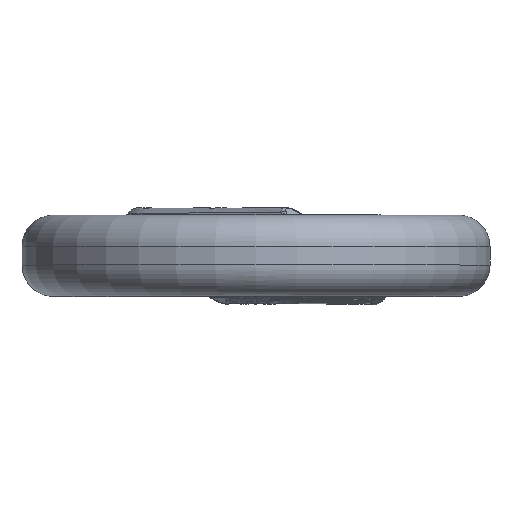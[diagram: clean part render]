
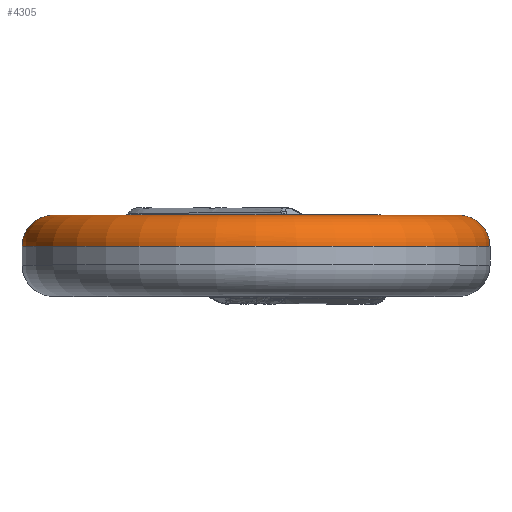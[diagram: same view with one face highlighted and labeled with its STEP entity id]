
A CAD part, top view. The second image highlights one B-rep face of the part: STEP entity #4305.
In plain terms, the highlighted toroidal (fillet/blend) face has major radius 6.5 mm and minor radius 1 mm.
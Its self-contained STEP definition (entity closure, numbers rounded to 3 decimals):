
#28=TOROIDAL_SURFACE('',#4473,6.5,1.);
#40=CIRCLE('',#4474,7.5);
#41=CIRCLE('',#4475,6.5);
#811=ORIENTED_EDGE('',*,*,#1668,.F.);
#812=ORIENTED_EDGE('',*,*,#1669,.F.);
#813=ORIENTED_EDGE('',*,*,#1670,.T.);
#814=ORIENTED_EDGE('',*,*,#1671,.T.);
#815=ORIENTED_EDGE('',*,*,#1672,.T.);
#1668=EDGE_CURVE('',#2112,#2112,#40,.F.);
#1669=EDGE_CURVE('',#2113,#2114,#41,.T.);
#1670=EDGE_CURVE('',#2113,#2115,#2409,.T.);
#1671=EDGE_CURVE('',#2115,#2116,#2410,.T.);
#1672=EDGE_CURVE('',#2116,#2114,#2411,.T.);
#2112=VERTEX_POINT('',#7893);
#2113=VERTEX_POINT('',#7895);
#2114=VERTEX_POINT('',#7896);
#2115=VERTEX_POINT('',#7901);
#2116=VERTEX_POINT('',#7912);
#2409=B_SPLINE_CURVE_WITH_KNOTS('',3,(#7897,#7898,#7899,#7900),
 .UNSPECIFIED.,.F.,.F.,(4,4),(0.,0.001),
 .UNSPECIFIED.);
#2410=B_SPLINE_CURVE_WITH_KNOTS('',3,(#7902,#7903,#7904,#7905,#7906,#7907,
#7908,#7909,#7910,#7911),.UNSPECIFIED.,.F.,.F.,(4,1,1,1,1,1,1,4),(0.,0.001,
0.001,0.002,0.002,0.002,
0.003,0.003),.UNSPECIFIED.);
#2411=B_SPLINE_CURVE_WITH_KNOTS('',3,(#7913,#7914,#7915,#7916),
 .UNSPECIFIED.,.F.,.F.,(4,4),(0.,0.),.UNSPECIFIED.);
#2567=EDGE_LOOP('',(#811));
#2568=EDGE_LOOP('',(#812,#813,#814,#815));
#2775=FACE_BOUND('',#2567,.T.);
#2776=FACE_BOUND('',#2568,.T.);
#4305=ADVANCED_FACE('',(#2775,#2776),#28,.T.);
#4473=AXIS2_PLACEMENT_3D('',#7891,#4657,#4658);
#4474=AXIS2_PLACEMENT_3D('',#7892,#4659,#4660);
#4475=AXIS2_PLACEMENT_3D('',#7894,#4661,#4662);
#4657=DIRECTION('',(0.,1.,0.));
#4658=DIRECTION('',(0.,0.,1.));
#4659=DIRECTION('',(0.,1.,0.));
#4660=DIRECTION('',(0.,0.,1.));
#4661=DIRECTION('',(0.,1.,0.));
#4662=DIRECTION('',(0.,0.,1.));
#7891=CARTESIAN_POINT('',(0.,0.3,0.));
#7892=CARTESIAN_POINT('',(0.,0.3,0.));
#7893=CARTESIAN_POINT('',(0.,0.3,7.5));
#7894=CARTESIAN_POINT('',(0.,1.3,0.));
#7895=CARTESIAN_POINT('',(-4.156,1.3,-4.998));
#7896=CARTESIAN_POINT('',(-3.232,1.3,-5.64));
#7897=CARTESIAN_POINT('',(-4.156,1.3,-4.998));
#7898=CARTESIAN_POINT('',(-4.205,1.3,-5.247));
#7899=CARTESIAN_POINT('',(-4.296,1.215,-5.48));
#7900=CARTESIAN_POINT('',(-4.311,1.071,-5.688));
#7901=CARTESIAN_POINT('',(-4.311,1.071,-5.688));
#7902=CARTESIAN_POINT('',(-4.311,1.071,-5.688));
#7903=CARTESIAN_POINT('',(-4.326,0.915,-5.913));
#7904=CARTESIAN_POINT('',(-4.213,0.586,-6.184));
#7905=CARTESIAN_POINT('',(-3.772,0.409,-6.479));
#7906=CARTESIAN_POINT('',(-3.411,0.425,-6.677));
#7907=CARTESIAN_POINT('',(-3.045,0.69,-6.799));
#7908=CARTESIAN_POINT('',(-3.024,1.063,-6.522));
#7909=CARTESIAN_POINT('',(-3.136,1.225,-6.164));
#7910=CARTESIAN_POINT('',(-3.201,1.282,-5.905));
#7911=CARTESIAN_POINT('',(-3.221,1.294,-5.771));
#7912=CARTESIAN_POINT('',(-3.221,1.294,-5.771));
#7913=CARTESIAN_POINT('',(-3.221,1.294,-5.771));
#7914=CARTESIAN_POINT('',(-3.228,1.298,-5.727));
#7915=CARTESIAN_POINT('',(-3.232,1.3,-5.684));
#7916=CARTESIAN_POINT('',(-3.232,1.3,-5.64));
